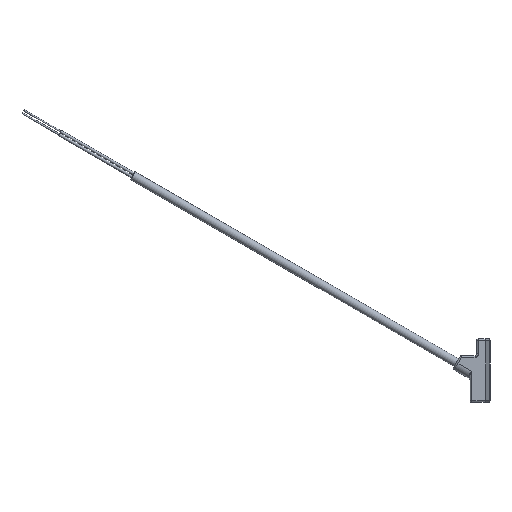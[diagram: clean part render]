
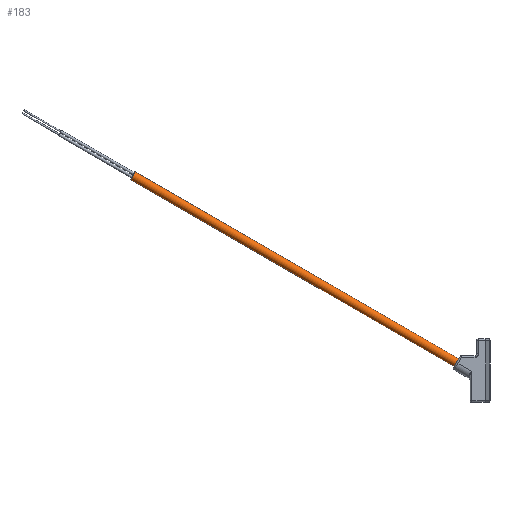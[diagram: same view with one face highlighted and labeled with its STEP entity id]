
A CAD part, left-side view. The second image highlights one B-rep face of the part: STEP entity #183.
In plain terms, the highlighted cylindrical face has radius 1.333 mm (diameter 2.667 mm), a partial arc.
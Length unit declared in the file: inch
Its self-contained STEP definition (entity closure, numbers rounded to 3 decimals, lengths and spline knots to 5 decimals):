
#122 = LINE ( 'NONE', #3688, #2522 ) ;
#183 = ADVANCED_FACE ( 'NONE', ( #466 ), #1727, .T. ) ;
#278 = CIRCLE ( 'NONE', #4015, 0.0525 ) ;
#466 = FACE_OUTER_BOUND ( 'NONE', #1400, .T. ) ;
#554 = CARTESIAN_POINT ( 'NONE',  ( 0.00189, 0.36974, 0.13983 ) ) ;
#556 = AXIS2_PLACEMENT_3D ( 'NONE', #1806, #2198, #1514 ) ;
#662 = ORIENTED_EDGE ( 'NONE', *, *, #1891, .F. ) ;
#740 = ORIENTED_EDGE ( 'NONE', *, *, #1438, .F. ) ;
#796 = CARTESIAN_POINT ( 'NONE',  ( 0.00189, 4.19866, 2.35046 ) ) ;
#1278 = CARTESIAN_POINT ( 'NONE',  ( 0.00189, 0.39599, 0.09437 ) ) ;
#1337 = VERTEX_POINT ( 'NONE', #3645 ) ;
#1400 = EDGE_LOOP ( 'NONE', ( #662, #1960, #2693, #740 ) ) ;
#1438 = EDGE_CURVE ( 'NONE', #2903, #1337, #278, .T. ) ;
#1490 = EDGE_CURVE ( 'NONE', #3452, #1337, #3992, .T. ) ;
#1514 = DIRECTION ( 'NONE',  ( 0., 0.5, -0.866 ) ) ;
#1571 = DIRECTION ( 'NONE',  ( 0., 0.5, -0.866 ) ) ;
#1727 = CYLINDRICAL_SURFACE ( 'NONE', #556, 0.0525 ) ;
#1728 = DIRECTION ( 'NONE',  ( 0., -0.866, -0.5 ) ) ;
#1806 = CARTESIAN_POINT ( 'NONE',  ( 0.00189, 4.26428, 2.32773 ) ) ;
#1860 = DIRECTION ( 'NONE',  ( 0., -0.866, -0.5 ) ) ;
#1891 = EDGE_CURVE ( 'NONE', #2639, #2903, #122, .T. ) ;
#1960 = ORIENTED_EDGE ( 'NONE', *, *, #2591, .T. ) ;
#2052 = CARTESIAN_POINT ( 'NONE',  ( 0.00189, 4.25116, 2.25953 ) ) ;
#2198 = DIRECTION ( 'NONE',  ( 0., -0.866, -0.5 ) ) ;
#2522 = VECTOR ( 'NONE', #1860, 39.37008 ) ;
#2591 = EDGE_CURVE ( 'NONE', #2639, #3452, #2754, .T. ) ;
#2639 = VERTEX_POINT ( 'NONE', #796 ) ;
#2693 = ORIENTED_EDGE ( 'NONE', *, *, #1490, .T. ) ;
#2754 = CIRCLE ( 'NONE', #3119, 0.0525 ) ;
#2903 = VERTEX_POINT ( 'NONE', #554 ) ;
#3119 = AXIS2_PLACEMENT_3D ( 'NONE', #3552, #1728, #3842 ) ;
#3123 = DIRECTION ( 'NONE',  ( 0., -0.866, -0.5 ) ) ;
#3198 = VECTOR ( 'NONE', #3123, 39.37008 ) ;
#3409 = DIRECTION ( 'NONE',  ( 0., -0.866, -0.5 ) ) ;
#3452 = VERTEX_POINT ( 'NONE', #2052 ) ;
#3552 = CARTESIAN_POINT ( 'NONE',  ( 0.00189, 4.22491, 2.305 ) ) ;
#3645 = CARTESIAN_POINT ( 'NONE',  ( 0.00189, 0.42224, 0.0489 ) ) ;
#3688 = CARTESIAN_POINT ( 'NONE',  ( 0.00189, 4.23803, 2.3732 ) ) ;
#3711 = CARTESIAN_POINT ( 'NONE',  ( 0.00189, 4.29053, 2.28226 ) ) ;
#3842 = DIRECTION ( 'NONE',  ( 0., 0.5, -0.866 ) ) ;
#3992 = LINE ( 'NONE', #3711, #3198 ) ;
#4015 = AXIS2_PLACEMENT_3D ( 'NONE', #1278, #3409, #1571 ) ;
